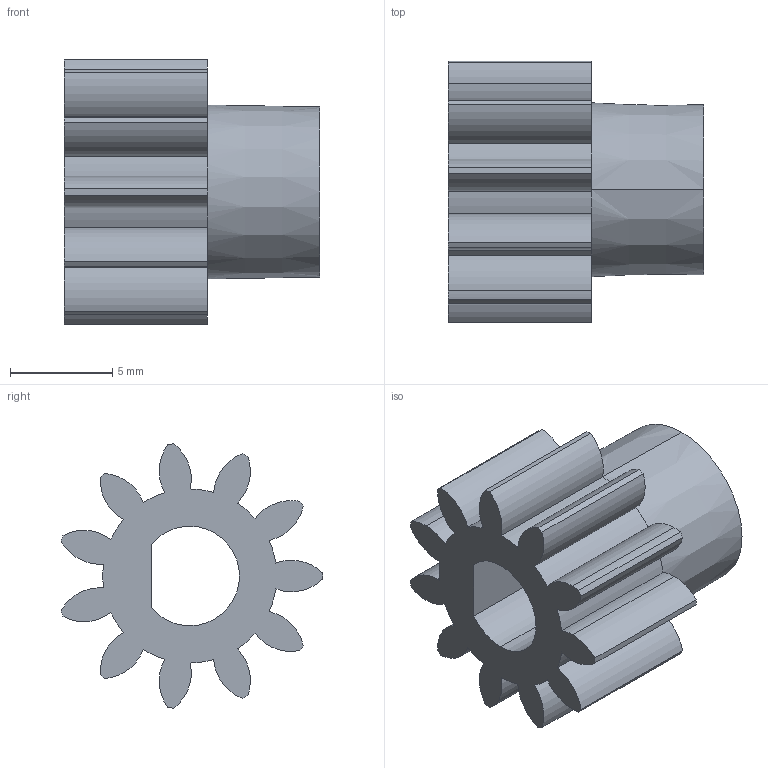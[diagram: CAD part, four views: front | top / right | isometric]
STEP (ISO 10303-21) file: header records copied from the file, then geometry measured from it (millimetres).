
FILE_DESCRIPTION (( 'STEP AP203' ), '1' );
FILE_NAME ('1969-F.STEP', '2016-10-06T08:54:17', ( '' ), ( '' ), 'SwSTEP 2.0', 'SolidWorks 2015', '' );
FILE_SCHEMA (( 'CONFIG_CONTROL_DESIGN' ));
Length unit declared in the file: millimetre
Products named in the file (1): 1969-F
Bounding box: 12.5 x 12.78 x 12.91 mm (x, y, z)
Volume: 703.1 mm3; surface area: 964.7 mm2
Topology: 1 solids, 1 shells, 67 faces, 173 edges, 108 vertices
Faces by surface type: cylinder 51, plane 14, cone 2
Entity records: 2169 total; most frequent: DIRECTION 426, CARTESIAN_POINT 349, ORIENTED_EDGE 346, AXIS2_PLACEMENT_3D 185, EDGE_CURVE 173, CIRCLE 117, VERTEX_POINT 108, EDGE_LOOP 69
